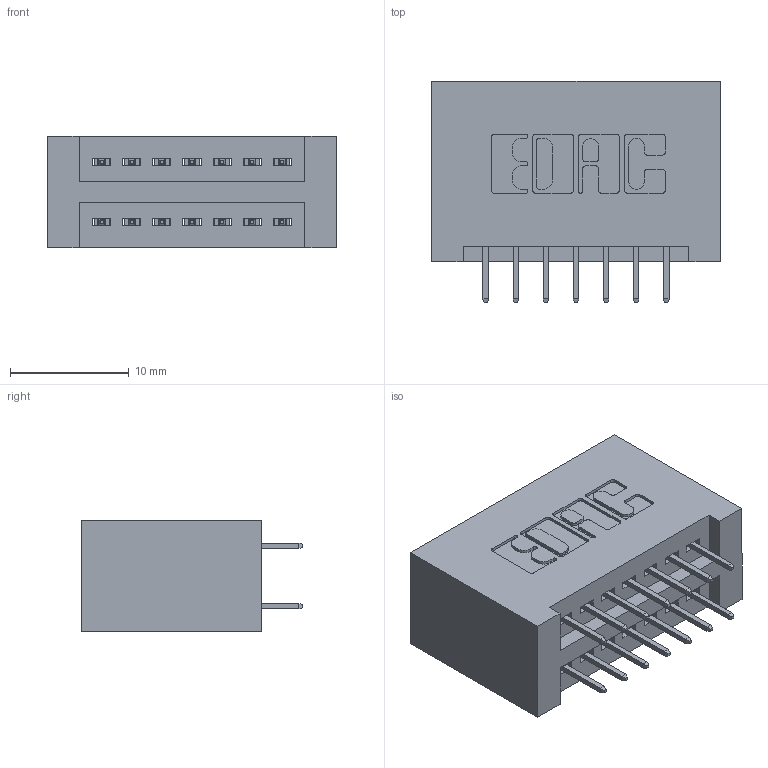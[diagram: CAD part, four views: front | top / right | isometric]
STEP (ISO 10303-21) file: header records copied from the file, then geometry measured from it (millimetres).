
FILE_DESCRIPTION (( 'STEP AP203' ), '1' );
FILE_NAME ('895-014-525-201.STEP', '2020-09-25T03:15:22', ( '' ), ( '' ), 'SwSTEP 2.0', 'SolidWorks 2020', '' );
FILE_SCHEMA (( 'CONFIG_CONTROL_DESIGN' ));
Length unit declared in the file: inch
Products named in the file (3): 345-292-001_345-293-125; 895-014-525-201; 845 Part_No Mounting Lugs
Assembly tree (15 placements, depth 2):
  895-014-525-201
    845 Part_No Mounting Lugs
    345-292-001_345-293-125  x14
Bounding box: 24.38 x 18.72 x 9.4 mm (x, y, z)
Volume: 2636.7 mm3; surface area: 3453.4 mm2
Topology: 15 solids, 15 shells, 874 faces, 2459 edges, 1582 vertices
Faces by surface type: plane 622, cylinder 252
Entity records: 10001 total; most frequent: CARTESIAN_POINT 1708, ORIENTED_EDGE 1642, DIRECTION 1545, EDGE_CURVE 821, LINE 673, VECTOR 673, VERTEX_POINT 542, AXIS2_PLACEMENT_3D 436
